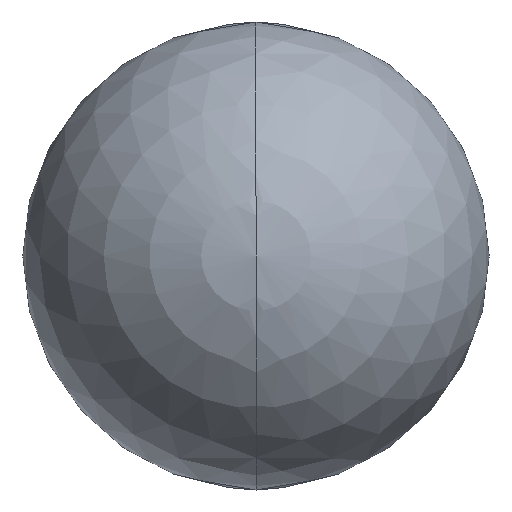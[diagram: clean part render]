
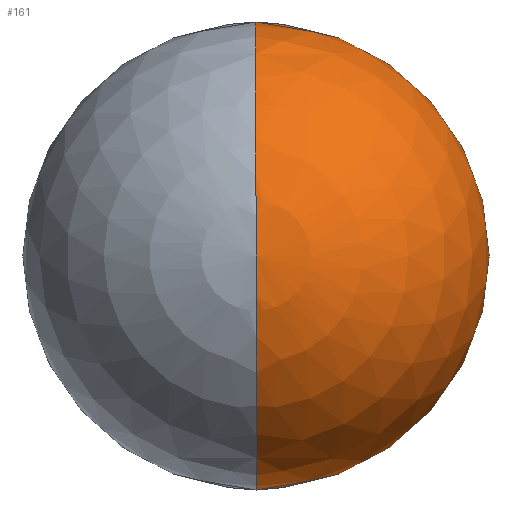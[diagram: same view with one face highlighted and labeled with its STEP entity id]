
A CAD part, left-side view. The second image highlights one B-rep face of the part: STEP entity #161.
In plain terms, the highlighted spherical face has radius 17.5 mm.
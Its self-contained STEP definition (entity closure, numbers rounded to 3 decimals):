
#91=VERTEX_POINT('',#223);
#93=EDGE_CURVE('',#91,#101,#225,.T.);
#101=VERTEX_POINT('',#234);
#113=VERTEX_POINT('',#247);
#135=EDGE_CURVE('',#101,#113,#273,.T.);
#161=ADVANCED_FACE('',(#301),#302,.T.);
#189=EDGE_CURVE('',#113,#91,#334,.T.);
#223=CARTESIAN_POINT('',(-76.5,0.,-9.014));
#225=CIRCLE('',#365,17.5);
#234=CARTESIAN_POINT('',(-109.0,0.,0.));
#247=CARTESIAN_POINT('',(-76.5,0.,9.014));
#273=CIRCLE('',#425,17.5);
#301=FACE_OUTER_BOUND('',#460,.T.);
#302=SPHERICAL_SURFACE('',#461,17.5);
#334=CIRCLE('',#501,9.014);
#365=AXIS2_PLACEMENT_3D('',#523,#524,#525);
#425=AXIS2_PLACEMENT_3D('',#591,#592,#593);
#460=EDGE_LOOP('',(#623,#624,#625));
#461=AXIS2_PLACEMENT_3D('',#626,#627,#628);
#501=AXIS2_PLACEMENT_3D('',#669,#670,#671);
#523=CARTESIAN_POINT('',(-91.5,0.,0.));
#524=DIRECTION('',(-0.0,1.0,0.));
#525=DIRECTION('',(0.0,0.,-1.0));
#591=CARTESIAN_POINT('',(-91.5,0.,0.));
#592=DIRECTION('',(-0.0,1.0,0.));
#593=DIRECTION('',(0.0,0.,-1.0));
#623=ORIENTED_EDGE('',*,*,#135,.F.);
#624=ORIENTED_EDGE('',*,*,#93,.F.);
#625=ORIENTED_EDGE('',*,*,#189,.F.);
#626=CARTESIAN_POINT('',(-91.5,0.,0.));
#627=DIRECTION('',(1.0,0.0,0.0));
#628=DIRECTION('',(0.0,0.,1.0));
#669=CARTESIAN_POINT('',(-76.5,0.,0.));
#670=DIRECTION('',(1.0,0.0,0.0));
#671=DIRECTION('',(0.0,0.,1.0));
